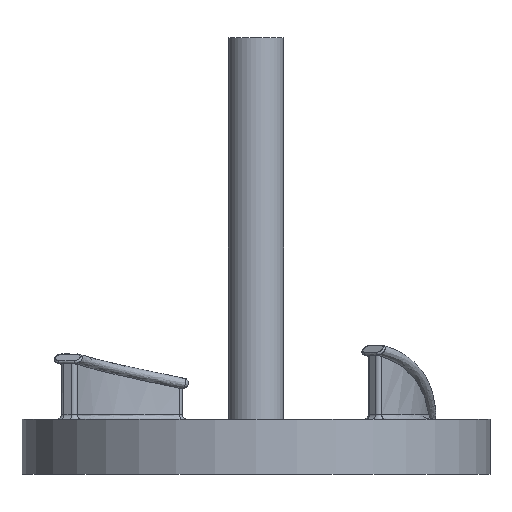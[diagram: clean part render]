
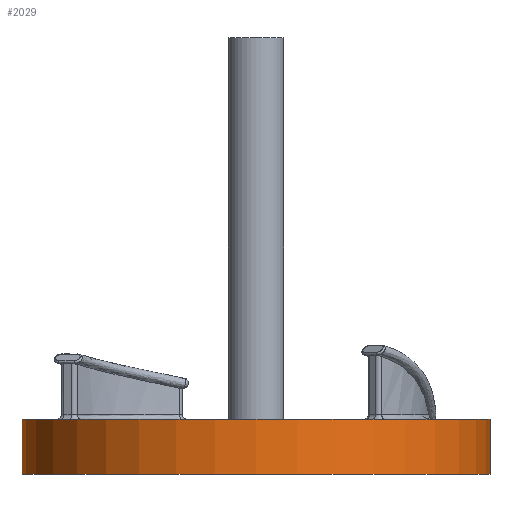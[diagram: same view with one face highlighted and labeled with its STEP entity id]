
A CAD part, front view. The second image highlights one B-rep face of the part: STEP entity #2029.
In plain terms, the highlighted cylindrical face has radius 13.5 mm (diameter 27 mm), a partial arc.
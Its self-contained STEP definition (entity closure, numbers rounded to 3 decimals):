
#73 = CIRCLE ( 'NONE', #1974, 13.5 ) ;
#169 = ORIENTED_EDGE ( 'NONE', *, *, #1781, .F. ) ;
#181 = DIRECTION ( 'NONE',  ( 1., 0., 0. ) ) ;
#190 = FACE_OUTER_BOUND ( 'NONE', #1387, .T. ) ;
#196 = DIRECTION ( 'NONE',  ( 0., 0., 1. ) ) ;
#240 = ORIENTED_EDGE ( 'NONE', *, *, #2990, .F. ) ;
#424 = VERTEX_POINT ( 'NONE', #1433 ) ;
#509 = DIRECTION ( 'NONE',  ( 1., 0., 0. ) ) ;
#566 = LINE ( 'NONE', #1549, #2902 ) ;
#943 = CARTESIAN_POINT ( 'NONE',  ( 0., 0., 0. ) ) ;
#965 = CARTESIAN_POINT ( 'NONE',  ( -13.5, 0., -3.175 ) ) ;
#967 = CYLINDRICAL_SURFACE ( 'NONE', #2952, 13.5 ) ;
#1000 = DIRECTION ( 'NONE',  ( 0., 0., 1. ) ) ;
#1055 = CIRCLE ( 'NONE', #1211, 13.5 ) ;
#1086 = ORIENTED_EDGE ( 'NONE', *, *, #2134, .T. ) ;
#1211 = AXIS2_PLACEMENT_3D ( 'NONE', #2227, #196, #181 ) ;
#1387 = EDGE_LOOP ( 'NONE', ( #240, #2614, #1086, #169 ) ) ;
#1433 = CARTESIAN_POINT ( 'NONE',  ( 13.5, 0., -3.175 ) ) ;
#1496 = CARTESIAN_POINT ( 'NONE',  ( -13.5, 0., -3.175 ) ) ;
#1549 = CARTESIAN_POINT ( 'NONE',  ( 13.5, 0., -3.175 ) ) ;
#1582 = DIRECTION ( 'NONE',  ( 0., 0., 1. ) ) ;
#1673 = EDGE_CURVE ( 'NONE', #2791, #424, #1055, .T. ) ;
#1685 = LINE ( 'NONE', #1496, #2319 ) ;
#1781 = EDGE_CURVE ( 'NONE', #2688, #1795, #73, .T. ) ;
#1795 = VERTEX_POINT ( 'NONE', #2810 ) ;
#1972 = DIRECTION ( 'NONE',  ( 0., 0., 1. ) ) ;
#1974 = AXIS2_PLACEMENT_3D ( 'NONE', #943, #1972, #2997 ) ;
#1998 = CARTESIAN_POINT ( 'NONE',  ( 0., 0., -3.175 ) ) ;
#2029 = ADVANCED_FACE ( 'NONE', ( #190 ), #967, .T. ) ;
#2134 = EDGE_CURVE ( 'NONE', #424, #1795, #566, .T. ) ;
#2227 = CARTESIAN_POINT ( 'NONE',  ( 0., 0., -3.175 ) ) ;
#2248 = DIRECTION ( 'NONE',  ( 0., 0., 1. ) ) ;
#2319 = VECTOR ( 'NONE', #2248, 1000. ) ;
#2614 = ORIENTED_EDGE ( 'NONE', *, *, #1673, .T. ) ;
#2688 = VERTEX_POINT ( 'NONE', #2953 ) ;
#2791 = VERTEX_POINT ( 'NONE', #965 ) ;
#2810 = CARTESIAN_POINT ( 'NONE',  ( 13.5, 0., 0. ) ) ;
#2902 = VECTOR ( 'NONE', #1582, 1000. ) ;
#2952 = AXIS2_PLACEMENT_3D ( 'NONE', #1998, #1000, #509 ) ;
#2953 = CARTESIAN_POINT ( 'NONE',  ( -13.5, 0., 0. ) ) ;
#2990 = EDGE_CURVE ( 'NONE', #2791, #2688, #1685, .T. ) ;
#2997 = DIRECTION ( 'NONE',  ( 1., 0., 0. ) ) ;
